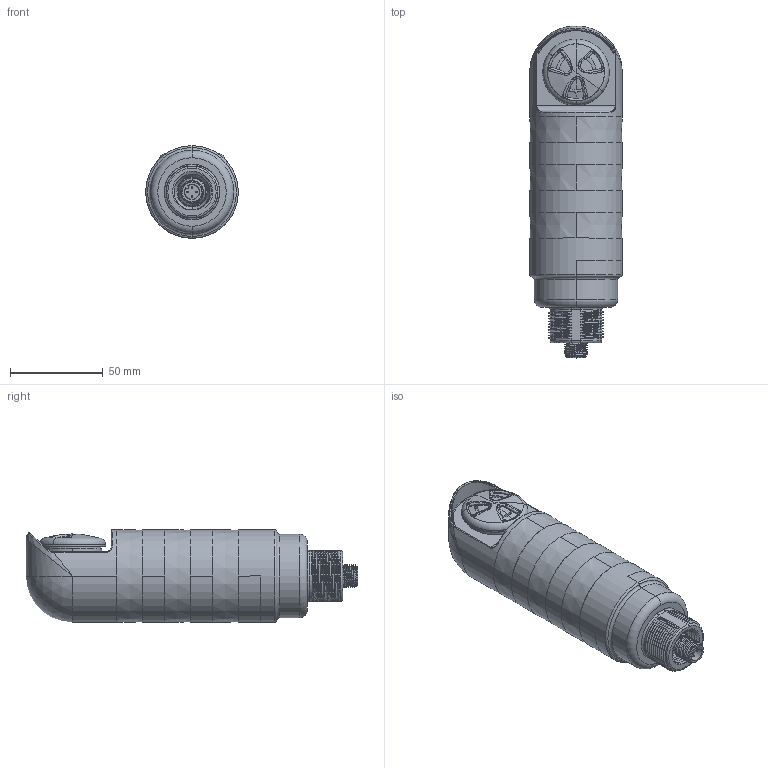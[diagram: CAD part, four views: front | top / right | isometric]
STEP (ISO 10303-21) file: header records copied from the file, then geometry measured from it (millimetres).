
FILE_DESCRIPTION((''),'2;1');
FILE_NAME('160287_SM01_ASM','2022-06-01T11:28:22',('PDMAdmin'),('BANNER ENGINEERING'),'CREO PARAMETRIC BY PTC INC, 2019292','CREO PARAMETRIC BY PTC INC, 2019292','');
FILE_SCHEMA(('CONFIG_CONTROL_DESIGN'));
Products named in the file (2): 160287_EP01; 160287_SM01_ASM
Assembly tree (1 placements, depth 2):
  160287_SM01_ASM
    160287_EP01
Bounding box: 50 x 179.1 x 50 mm (x, y, z)
Volume: 279227.3 mm3; surface area: 37802 mm2
Topology: 2 solids, 3 shells, 444 faces, 1167 edges, 726 vertices
Faces by surface type: bspline 153, cylinder 134, extrusion 45, plane 40, torus 38, cone 17, sphere 11, revolution 6
Entity records: 49378 total; most frequent: CARTESIAN_POINT 39801, ORIENTED_EDGE 2300, DIRECTION 1469, EDGE_CURVE 1150, VERTEX_POINT 724, B_SPLINE_CURVE_WITH_KNOTS 585, AXIS2_PLACEMENT_3D 557, EDGE_LOOP 470
